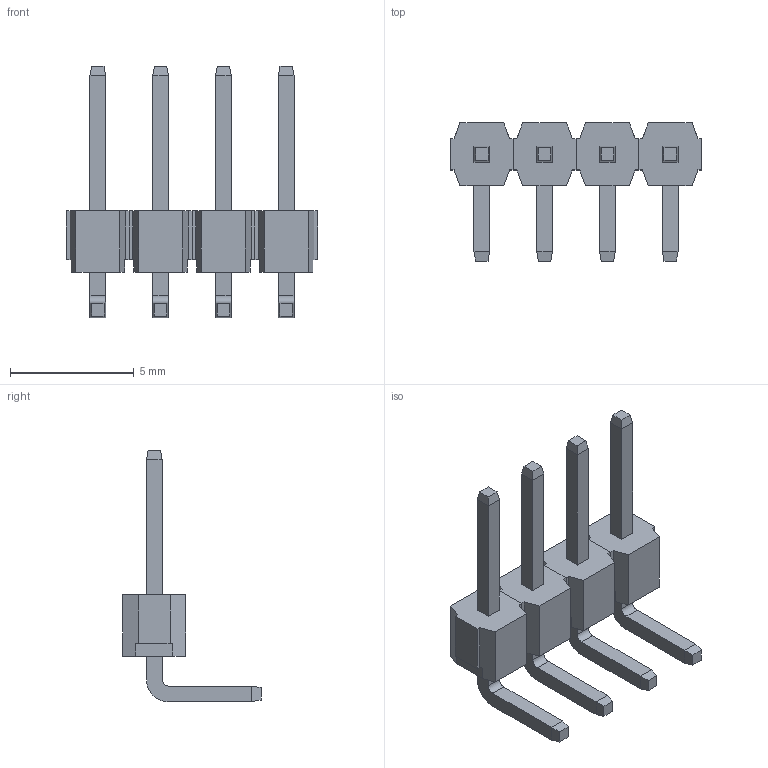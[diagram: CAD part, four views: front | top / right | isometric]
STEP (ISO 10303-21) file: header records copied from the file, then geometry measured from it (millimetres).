
FILE_DESCRIPTION (( 'STEP AP214' ), '1' );
FILE_NAME ('PRPC004SBAN-M71RC.STEP', '2024-12-18T21:02:43', ( '' ), ( '' ), 'SwSTEP 2.0', 'SolidWorks 2021', '' );
FILE_SCHEMA (( 'AUTOMOTIVE_DESIGN' ));
Length unit declared in the file: millimetre
Products named in the file (3): PRPC004SBAN-M71RC; PREC005SBAN-M71RC_C004; Pin - Gold_BA
Assembly tree (5 placements, depth 2):
  PRPC004SBAN-M71RC
    PREC005SBAN-M71RC_C004
    Pin - Gold_BA  x4
Bounding box: 10.16 x 5.59 x 10.17 mm (x, y, z)
Volume: 74.7 mm3; surface area: 303.4 mm2
Topology: 8 solids, 8 shells, 160 faces, 400 edges, 256 vertices
Faces by surface type: plane 152, cylinder 8
Entity records: 3381 total; most frequent: CARTESIAN_POINT 578, ORIENTED_EDGE 560, DIRECTION 512, EDGE_CURVE 280, VECTOR 276, LINE 276, VERTEX_POINT 184, AXIS2_PLACEMENT_3D 118
